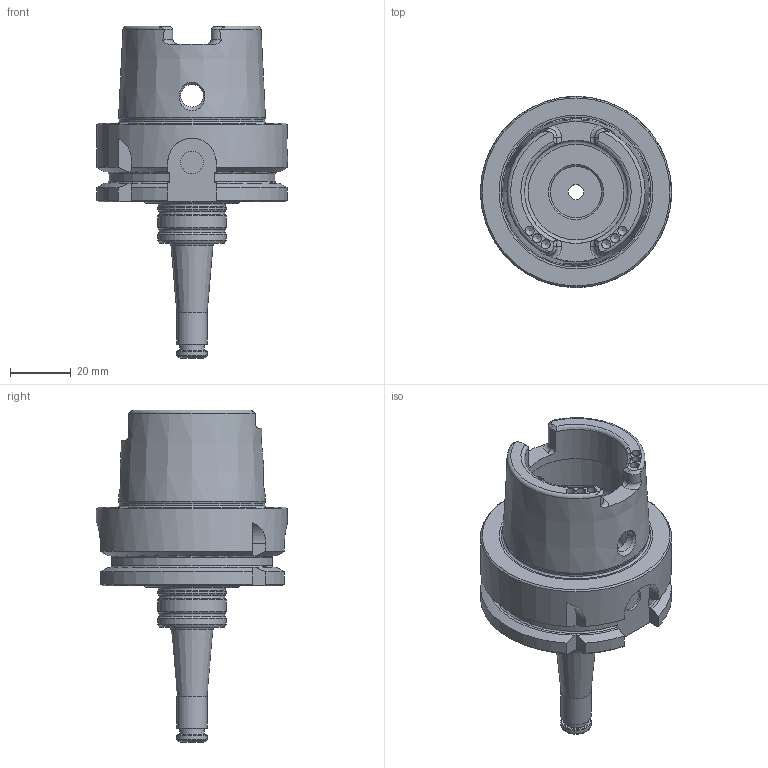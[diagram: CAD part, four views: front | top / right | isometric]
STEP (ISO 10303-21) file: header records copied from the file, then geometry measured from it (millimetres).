
FILE_DESCRIPTION(/* description */ (''),/* implementation_level */ '2;1');
FILE_NAME(/* name */ '456370640.stp',/* time_stamp */ '2021-01-08T12:25:06',/* author */ ('LRA'),/* organization */ ('REGO-FIX'),/* preprocessor_version */ ' Unknown',/* originating_system */ 'SIEMENS PLM Software Solid Edge ST10',/* authorization */ 'Unknown');
FILE_SCHEMA (('AUTOMOTIVE_DESIGN { 1 0 10303 214 2 1 1}'));
Length unit declared in the file: millimetre
Products named in the file (1): NOCUT
Bounding box: 63 x 63 x 109.5 mm (x, y, z)
Volume: 89232 mm3; surface area: 25905.9 mm2
Topology: 1 solids, 1 shells, 162 faces, 421 edges, 268 vertices
Faces by surface type: plane 49, cylinder 44, cone 43, torus 26
Full cylindrical faces by diameter (mm): 3 x6, 5 x1, 6.3 x1, 7.5 x4, 8 x1, 10 x2, 16.917 x1, 20 x1, 22.5 x3, 34 x2, 40 x1, 48.039 x1, 63 x1
Entity records: 5778 total; most frequent: CARTESIAN_POINT 1176, DIRECTION 706, ORIENTED_EDGE 634, EDGE_CURVE 317, AXIS2_PLACEMENT_3D 308, FACE_BOUND 251, EDGE_LOOP 245, VERTEX_POINT 240
